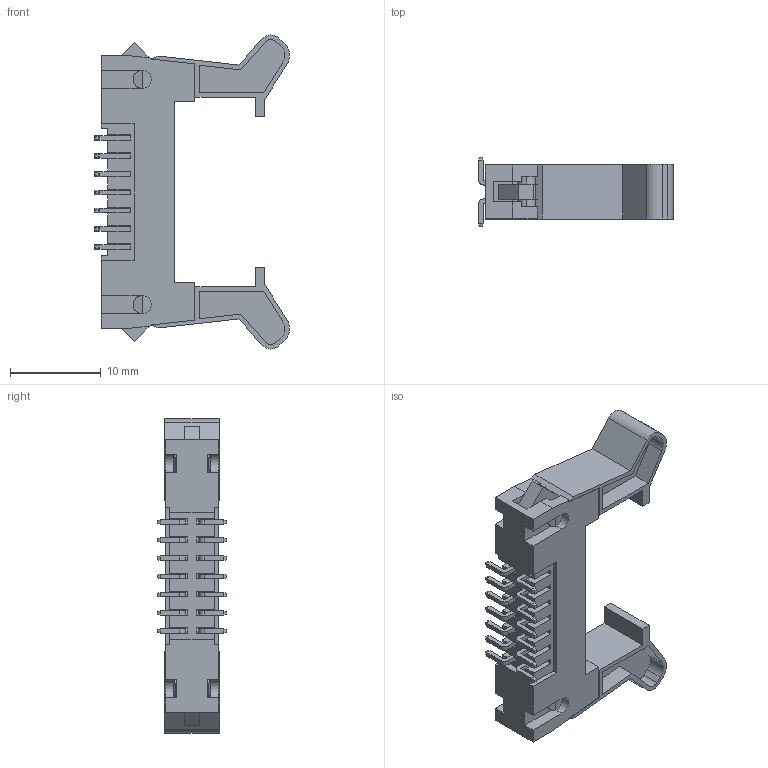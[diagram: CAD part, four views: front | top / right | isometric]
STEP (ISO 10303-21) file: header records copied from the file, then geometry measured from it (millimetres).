
FILE_DESCRIPTION((''),'2;1');
FILE_NAME('1','2024-06-14T',('工程三'),(''),'PRO/ENGINEER BY PARAMETRIC TECHNOLOGY CORPORATION, 2010280','PRO/ENGINEER BY PARAMETRIC TECHNOLOGY CORPORATION, 2010280','');
FILE_SCHEMA(('CONFIG_CONTROL_DESIGN'));
Length unit declared in the file: millimetre
Products named in the file (1): 1
Bounding box: 21.45 x 7.6 x 34.53 mm (x, y, z)
Volume: 1228 mm3; surface area: 2731.2 mm2
Topology: 1 solids, 1 shells, 573 faces, 1563 edges, 986 vertices
Faces by surface type: plane 519, cylinder 54
Entity records: 17763 total; most frequent: CARTESIAN_POINT 3182, ORIENTED_EDGE 3126, DIRECTION 2825, EDGE_CURVE 1563, VECTOR 1431, LINE 1431, VERTEX_POINT 986, AXIS2_PLACEMENT_3D 697
